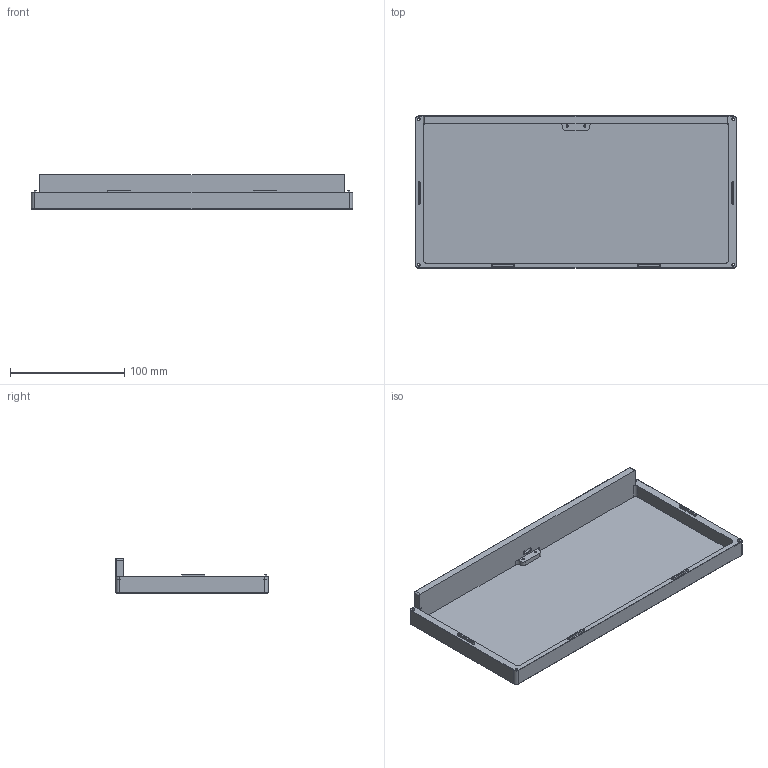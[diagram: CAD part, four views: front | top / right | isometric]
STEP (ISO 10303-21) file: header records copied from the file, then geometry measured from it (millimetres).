
FILE_DESCRIPTION(/* description */ (''),/* implementation_level */ '2;1');
FILE_NAME(/* name */ 'Ave_Bottom-Case_Rev22.5.step',/* time_stamp */ '2020-04-15T20:26:41-05:00',/* author */ (''),/* organization */ (''),/* preprocessor_version */ 'ST-DEVELOPER v18.1',/* originating_system */ 'Autodesk Translation Framework v9.2.0.1227',/* authorisation */ '');
FILE_SCHEMA (('AUTOMOTIVE_DESIGN { 1 0 10303 214 3 1 1 }'));
Length unit declared in the file: millimetre
Products named in the file (1): Bottom Case (1)
Bounding box: 281.18 x 133.41 x 30.61 mm (x, y, z)
Volume: 195782.5 mm3; surface area: 106007.2 mm2
Topology: 1 solids, 1 shells, 159 faces, 388 edges, 242 vertices
Faces by surface type: plane 81, cylinder 44, cone 34
Full cylindrical faces by diameter (mm): 2 x2, 2.2 x4, 4 x4
Entity records: 4693 total; most frequent: DIRECTION 846, CARTESIAN_POINT 790, ORIENTED_EDGE 776, EDGE_CURVE 388, AXIS2_PLACEMENT_3D 298, LINE 250, VECTOR 250, VERTEX_POINT 242
